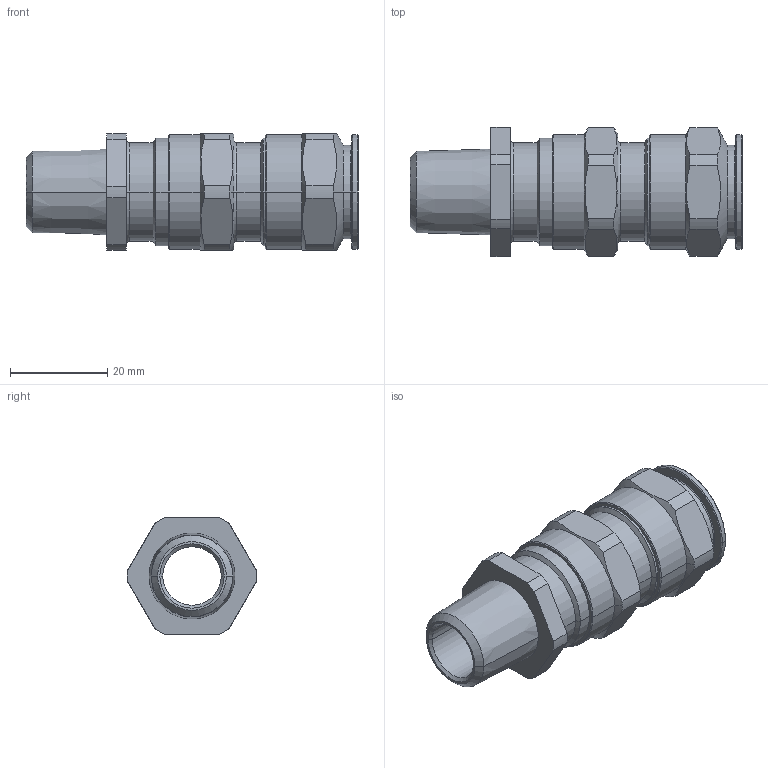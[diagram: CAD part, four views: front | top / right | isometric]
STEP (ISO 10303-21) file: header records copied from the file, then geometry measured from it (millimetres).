
FILE_DESCRIPTION (( 'STEP AP203' ), '1' );
FILE_NAME ('CAP848504V1 - NPT3-8 N°6.STEP', '2014-04-09T09:23:30', ( '' ), ( '' ), 'SwSTEP 2.0', 'SolidWorks 2013', '' );
FILE_SCHEMA (( 'CONFIG_CONTROL_DESIGN' ));
Length unit declared in the file: millimetre
Products named in the file (1): CAP848504V1 - NPT3-8 N°6
Bounding box: 68.16 x 26.49 x 24 mm (x, y, z)
Volume: 14641.8 mm3; surface area: 9287.5 mm2
Topology: 1 solids, 1 shells, 117 faces, 271 edges, 166 vertices
Faces by surface type: cylinder 47, cone 32, plane 30, torus 8
Entity records: 3612 total; most frequent: CARTESIAN_POINT 803, DIRECTION 621, ORIENTED_EDGE 542, EDGE_CURVE 271, AXIS2_PLACEMENT_3D 256, VERTEX_POINT 166, CIRCLE 138, EDGE_LOOP 129
